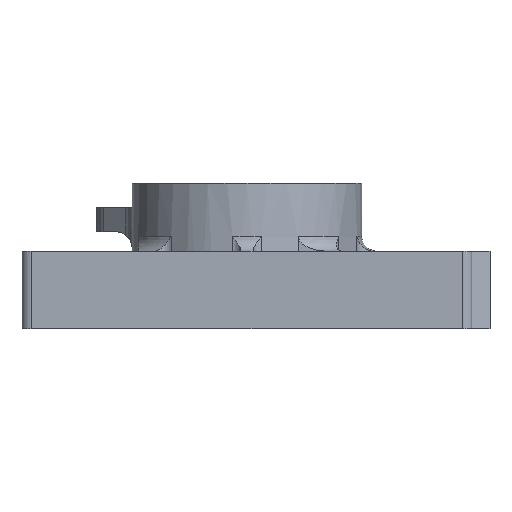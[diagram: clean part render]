
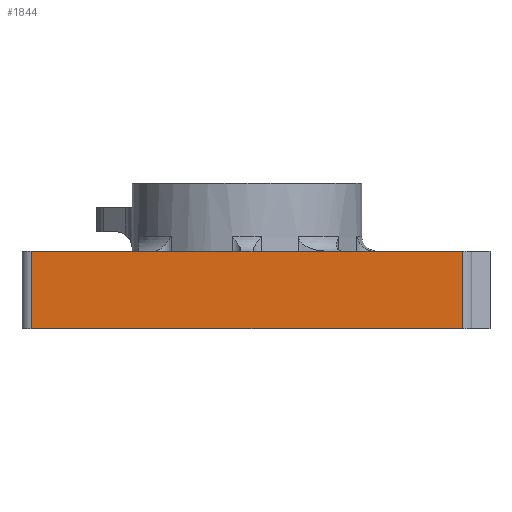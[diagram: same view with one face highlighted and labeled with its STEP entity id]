
A CAD part, front view. The second image highlights one B-rep face of the part: STEP entity #1844.
In plain terms, the highlighted planar face has unit normal (0, -1, 0).
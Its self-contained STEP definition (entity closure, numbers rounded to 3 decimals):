
#275 = CARTESIAN_POINT ( 'NONE',  ( -89.05, -85.5, 32. ) ) ;
#410 = DIRECTION ( 'NONE',  ( 0., 0., -1. ) ) ;
#520 = DIRECTION ( 'NONE',  ( 0., -1., 0. ) ) ;
#652 = ORIENTED_EDGE ( 'NONE', *, *, #5051, .T. ) ;
#718 = VECTOR ( 'NONE', #5121, 1000. ) ;
#773 = ORIENTED_EDGE ( 'NONE', *, *, #4438, .T. ) ;
#804 = CARTESIAN_POINT ( 'NONE',  ( 89.05, -85.5, 32. ) ) ;
#921 = VERTEX_POINT ( 'NONE', #1273 ) ;
#923 = CARTESIAN_POINT ( 'NONE',  ( 89.05, -85.5, 0. ) ) ;
#1236 = VECTOR ( 'NONE', #2813, 1000. ) ;
#1273 = CARTESIAN_POINT ( 'NONE',  ( -89.05, -85.5, 0. ) ) ;
#1844 = ADVANCED_FACE ( 'NONE', ( #4430 ), #2250, .T. ) ;
#1945 = LINE ( 'NONE', #275, #1236 ) ;
#2003 = DIRECTION ( 'NONE',  ( -1., 0., 0. ) ) ;
#2165 = EDGE_LOOP ( 'NONE', ( #4432, #2698, #773, #652 ) ) ;
#2250 = PLANE ( 'NONE',  #3479 ) ;
#2458 = LINE ( 'NONE', #4635, #718 ) ;
#2696 = VERTEX_POINT ( 'NONE', #3920 ) ;
#2698 = ORIENTED_EDGE ( 'NONE', *, *, #3063, .F. ) ;
#2799 = DIRECTION ( 'NONE',  ( 1., 0., 0. ) ) ;
#2813 = DIRECTION ( 'NONE',  ( 0., 0., -1. ) ) ;
#3063 = EDGE_CURVE ( 'NONE', #4299, #4498, #4320, .T. ) ;
#3157 = VECTOR ( 'NONE', #410, 1000. ) ;
#3479 = AXIS2_PLACEMENT_3D ( 'NONE', #4028, #520, #2799 ) ;
#3728 = LINE ( 'NONE', #5477, #5357 ) ;
#3920 = CARTESIAN_POINT ( 'NONE',  ( -89.05, -85.5, 32. ) ) ;
#4028 = CARTESIAN_POINT ( 'NONE',  ( 0., -85.5, 32. ) ) ;
#4297 = EDGE_CURVE ( 'NONE', #4498, #921, #3728, .T. ) ;
#4299 = VERTEX_POINT ( 'NONE', #4975 ) ;
#4320 = LINE ( 'NONE', #804, #3157 ) ;
#4430 = FACE_OUTER_BOUND ( 'NONE', #2165, .T. ) ;
#4432 = ORIENTED_EDGE ( 'NONE', *, *, #4297, .F. ) ;
#4438 = EDGE_CURVE ( 'NONE', #4299, #2696, #2458, .T. ) ;
#4498 = VERTEX_POINT ( 'NONE', #923 ) ;
#4635 = CARTESIAN_POINT ( 'NONE',  ( 0., -85.5, 32. ) ) ;
#4975 = CARTESIAN_POINT ( 'NONE',  ( 89.05, -85.5, 32. ) ) ;
#5051 = EDGE_CURVE ( 'NONE', #2696, #921, #1945, .T. ) ;
#5121 = DIRECTION ( 'NONE',  ( -1., 0., 0. ) ) ;
#5357 = VECTOR ( 'NONE', #2003, 1000. ) ;
#5477 = CARTESIAN_POINT ( 'NONE',  ( 0., -85.5, 0. ) ) ;
